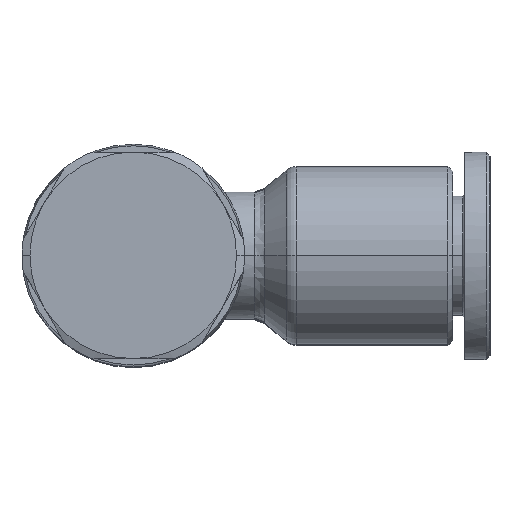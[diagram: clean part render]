
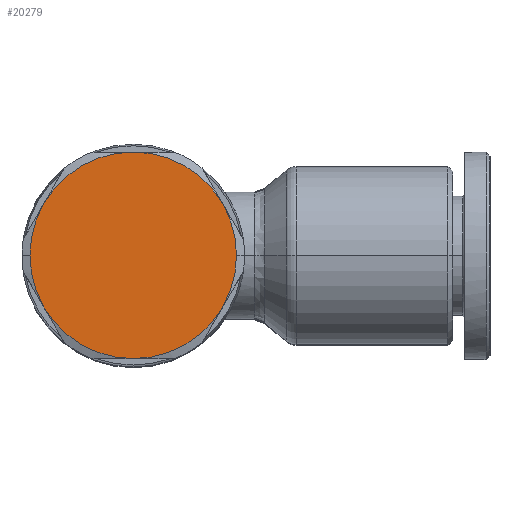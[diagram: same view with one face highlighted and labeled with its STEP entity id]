
A CAD part, top view. The second image highlights one B-rep face of the part: STEP entity #20279.
In plain terms, the highlighted planar face has unit normal (0, 0, 1).
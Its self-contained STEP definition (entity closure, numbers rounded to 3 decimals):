
#1947=CARTESIAN_POINT('',(-7.,0.,9.75));
#1948=VERTEX_POINT('',#1947);
#1956=CARTESIAN_POINT('',(-6.129,-3.25,9.75));
#1957=VERTEX_POINT('',#1956);
#1971=CARTESIAN_POINT('',(-0.5,0.,9.75));
#1972=DIRECTION('',(0.0,0.0,1.0));
#1973=DIRECTION('',(1.0,0.0,0.0));
#1974=AXIS2_PLACEMENT_3D('',#1971,#1972,#1973);
#1975=CIRCLE('',#1974,6.5);
#1976=EDGE_CURVE('',#1948,#1957,#1975,.T.);
#1986=CARTESIAN_POINT('',(6.,0.,9.75));
#1987=VERTEX_POINT('',#1986);
#1994=CARTESIAN_POINT('',(5.129,-3.25,9.75));
#1995=VERTEX_POINT('',#1994);
#1996=CARTESIAN_POINT('',(-0.5,0.,9.75));
#1997=DIRECTION('',(0.0,0.0,1.0));
#1998=DIRECTION('',(1.0,0.0,0.0));
#1999=AXIS2_PLACEMENT_3D('',#1996,#1997,#1998);
#2000=CIRCLE('',#1999,6.5);
#2001=EDGE_CURVE('',#1995,#1987,#2000,.T.);
#19681=CARTESIAN_POINT('',(-0.5,6.5,9.75));
#19682=VERTEX_POINT('',#19681);
#19705=CARTESIAN_POINT('',(-6.129,3.25,9.75));
#19706=VERTEX_POINT('',#19705);
#19720=CARTESIAN_POINT('',(-0.5,0.,9.75));
#19721=DIRECTION('',(0.0,0.0,1.0));
#19722=DIRECTION('',(1.0,0.0,0.0));
#19723=AXIS2_PLACEMENT_3D('',#19720,#19721,#19722);
#19724=CIRCLE('',#19723,6.5);
#19725=EDGE_CURVE('',#19682,#19706,#19724,.T.);
#19737=CARTESIAN_POINT('',(5.129,3.25,9.75));
#19738=VERTEX_POINT('',#19737);
#19774=CARTESIAN_POINT('',(-0.5,0.,9.75));
#19775=DIRECTION('',(0.0,0.0,1.0));
#19776=DIRECTION('',(1.0,0.0,0.0));
#19777=AXIS2_PLACEMENT_3D('',#19774,#19775,#19776);
#19778=CIRCLE('',#19777,6.5);
#19779=EDGE_CURVE('',#19738,#19682,#19778,.T.);
#19812=CARTESIAN_POINT('',(-0.5,0.,9.75));
#19813=DIRECTION('',(0.0,0.0,1.0));
#19814=DIRECTION('',(1.0,0.0,0.0));
#19815=AXIS2_PLACEMENT_3D('',#19812,#19813,#19814);
#19816=CIRCLE('',#19815,6.5);
#19817=EDGE_CURVE('',#1987,#19738,#19816,.T.);
#19842=CARTESIAN_POINT('',(-0.5,-6.5,9.75));
#19843=VERTEX_POINT('',#19842);
#19844=CARTESIAN_POINT('',(-0.5,0.,9.75));
#19845=DIRECTION('',(0.0,0.0,1.0));
#19846=DIRECTION('',(1.0,0.0,0.0));
#19847=AXIS2_PLACEMENT_3D('',#19844,#19845,#19846);
#19848=CIRCLE('',#19847,6.5);
#19849=EDGE_CURVE('',#19843,#1995,#19848,.T.);
#19896=CARTESIAN_POINT('',(-0.5,0.,9.75));
#19897=DIRECTION('',(0.0,0.0,1.0));
#19898=DIRECTION('',(1.0,0.0,0.0));
#19899=AXIS2_PLACEMENT_3D('',#19896,#19897,#19898);
#19900=CIRCLE('',#19899,6.5);
#19901=EDGE_CURVE('',#1957,#19843,#19900,.T.);
#19934=CARTESIAN_POINT('',(-0.5,0.,9.75));
#19935=DIRECTION('',(0.0,0.0,1.0));
#19936=DIRECTION('',(1.0,0.0,0.0));
#19937=AXIS2_PLACEMENT_3D('',#19934,#19935,#19936);
#19938=CIRCLE('',#19937,6.5);
#19939=EDGE_CURVE('',#19706,#1948,#19938,.T.);
#20264=CARTESIAN_POINT('',(2.75,0.,9.75));
#20265=DIRECTION('',(0.0,0.0,1.0));
#20266=DIRECTION('',(-1.0,0.0,0.0));
#20267=AXIS2_PLACEMENT_3D('',#20264,#20265,#20266);
#20268=PLANE('',#20267);
#20269=ORIENTED_EDGE('',*,*,#19939,.T.);
#20270=ORIENTED_EDGE('',*,*,#1976,.T.);
#20271=ORIENTED_EDGE('',*,*,#19901,.T.);
#20272=ORIENTED_EDGE('',*,*,#19849,.T.);
#20273=ORIENTED_EDGE('',*,*,#2001,.T.);
#20274=ORIENTED_EDGE('',*,*,#19817,.T.);
#20275=ORIENTED_EDGE('',*,*,#19779,.T.);
#20276=ORIENTED_EDGE('',*,*,#19725,.T.);
#20277=EDGE_LOOP('',(#20269,#20270,#20271,#20272,#20273,#20274,#20275,#20276));
#20278=FACE_OUTER_BOUND('',#20277,.T.);
#20279=ADVANCED_FACE('',(#20278),#20268,.T.);
